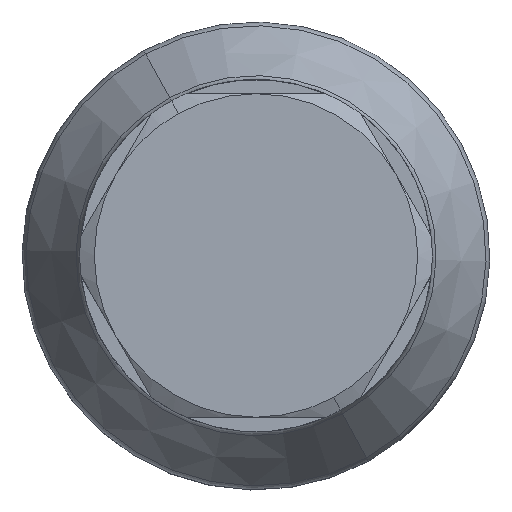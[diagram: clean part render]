
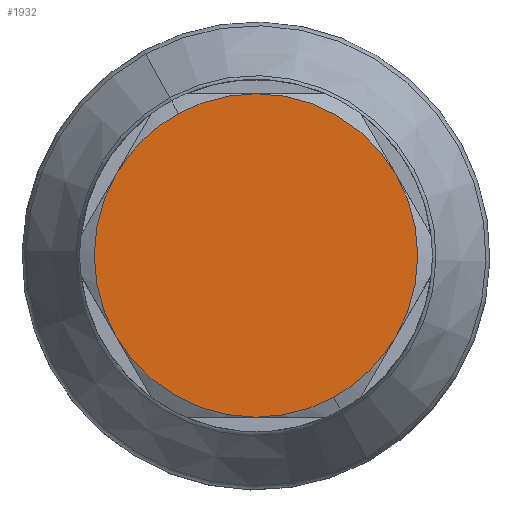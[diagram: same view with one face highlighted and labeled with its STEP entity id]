
A CAD part, top view. The second image highlights one B-rep face of the part: STEP entity #1932.
In plain terms, the highlighted planar face has unit normal (0, 0, 1).
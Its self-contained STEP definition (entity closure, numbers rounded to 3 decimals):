
#1820=CARTESIAN_POINT('Vertex',(24.249,-14.,169.5)) ;
#1848=CARTESIAN_POINT('Axis2P3D Location',(0.,0.,169.5)) ;
#1852=CARTESIAN_POINT('Vertex',(24.249,14.,169.5)) ;
#1870=CARTESIAN_POINT('Axis2P3D Location',(0.,30.5,169.5)) ;
#1875=CARTESIAN_POINT('Axis2P3D Location',(0.,0.,169.5)) ;
#1879=CARTESIAN_POINT('Vertex',(-13.424,24.572,169.5)) ;
#1881=CARTESIAN_POINT('Vertex',(-24.249,14.,169.5)) ;
#1884=CARTESIAN_POINT('Axis2P3D Location',(0.,0.,169.5)) ;
#1888=CARTESIAN_POINT('Vertex',(-24.249,-14.,169.5)) ;
#1891=CARTESIAN_POINT('Axis2P3D Location',(0.,0.,169.5)) ;
#1895=CARTESIAN_POINT('Vertex',(0.,-28.,169.5)) ;
#1898=CARTESIAN_POINT('Axis2P3D Location',(0.,0.,169.5)) ;
#1902=CARTESIAN_POINT('Vertex',(13.424,-24.572,169.5)) ;
#1905=CARTESIAN_POINT('Axis2P3D Location',(0.,0.,169.5)) ;
#1910=CARTESIAN_POINT('Axis2P3D Location',(0.,0.,169.5)) ;
#1914=CARTESIAN_POINT('Vertex',(0.,28.,169.5)) ;
#1917=CARTESIAN_POINT('Axis2P3D Location',(0.,0.,169.5)) ;
#1849=DIRECTION('Axis2P3D Direction',(0.,0.,-1.)) ;
#1871=DIRECTION('Axis2P3D Direction',(0.,0.,1.)) ;
#1872=DIRECTION('Axis2P3D XDirection',(1.,0.,0.)) ;
#1876=DIRECTION('Axis2P3D Direction',(0.,0.,1.)) ;
#1885=DIRECTION('Axis2P3D Direction',(0.,0.,1.)) ;
#1892=DIRECTION('Axis2P3D Direction',(0.,0.,1.)) ;
#1899=DIRECTION('Axis2P3D Direction',(0.,0.,1.)) ;
#1906=DIRECTION('Axis2P3D Direction',(0.,0.,1.)) ;
#1911=DIRECTION('Axis2P3D Direction',(0.,0.,1.)) ;
#1918=DIRECTION('Axis2P3D Direction',(0.,0.,1.)) ;
#1850=AXIS2_PLACEMENT_3D('Circle Axis2P3D',#1848,#1849,$) ;
#1873=AXIS2_PLACEMENT_3D('Plane Axis2P3D',#1870,#1871,#1872) ;
#1877=AXIS2_PLACEMENT_3D('Circle Axis2P3D',#1875,#1876,$) ;
#1886=AXIS2_PLACEMENT_3D('Circle Axis2P3D',#1884,#1885,$) ;
#1893=AXIS2_PLACEMENT_3D('Circle Axis2P3D',#1891,#1892,$) ;
#1900=AXIS2_PLACEMENT_3D('Circle Axis2P3D',#1898,#1899,$) ;
#1907=AXIS2_PLACEMENT_3D('Circle Axis2P3D',#1905,#1906,$) ;
#1912=AXIS2_PLACEMENT_3D('Circle Axis2P3D',#1910,#1911,$) ;
#1919=AXIS2_PLACEMENT_3D('Circle Axis2P3D',#1917,#1918,$) ;
#1851=CIRCLE('generated circle',#1850,28.) ;
#1878=CIRCLE('generated circle',#1877,28.) ;
#1887=CIRCLE('generated circle',#1886,28.) ;
#1894=CIRCLE('generated circle',#1893,28.) ;
#1901=CIRCLE('generated circle',#1900,28.) ;
#1908=CIRCLE('generated circle',#1907,28.) ;
#1913=CIRCLE('generated circle',#1912,28.) ;
#1920=CIRCLE('generated circle',#1919,28.) ;
#1874=PLANE('',#1873) ;
#1854=EDGE_CURVE('',#1821,#1853,#1851,.F.) ;
#1883=EDGE_CURVE('',#1880,#1882,#1878,.T.) ;
#1890=EDGE_CURVE('',#1882,#1889,#1887,.T.) ;
#1897=EDGE_CURVE('',#1889,#1896,#1894,.T.) ;
#1904=EDGE_CURVE('',#1896,#1903,#1901,.T.) ;
#1909=EDGE_CURVE('',#1903,#1821,#1908,.T.) ;
#1916=EDGE_CURVE('',#1853,#1915,#1913,.T.) ;
#1921=EDGE_CURVE('',#1915,#1880,#1920,.T.) ;
#1923=ORIENTED_EDGE('',*,*,#1883,.T.) ;
#1924=ORIENTED_EDGE('',*,*,#1890,.T.) ;
#1925=ORIENTED_EDGE('',*,*,#1897,.T.) ;
#1926=ORIENTED_EDGE('',*,*,#1904,.T.) ;
#1927=ORIENTED_EDGE('',*,*,#1909,.T.) ;
#1928=ORIENTED_EDGE('',*,*,#1854,.T.) ;
#1929=ORIENTED_EDGE('',*,*,#1916,.T.) ;
#1930=ORIENTED_EDGE('',*,*,#1921,.T.) ;
#1922=EDGE_LOOP('',(#1923,#1924,#1925,#1926,#1927,#1928,#1929,#1930)) ;
#1821=VERTEX_POINT('',#1820) ;
#1853=VERTEX_POINT('',#1852) ;
#1880=VERTEX_POINT('',#1879) ;
#1882=VERTEX_POINT('',#1881) ;
#1889=VERTEX_POINT('',#1888) ;
#1896=VERTEX_POINT('',#1895) ;
#1903=VERTEX_POINT('',#1902) ;
#1915=VERTEX_POINT('',#1914) ;
#1932=ADVANCED_FACE('PartBody',(#1931),#1874,.T.) ;
#1931=FACE_OUTER_BOUND('',#1922,.T.) ;
